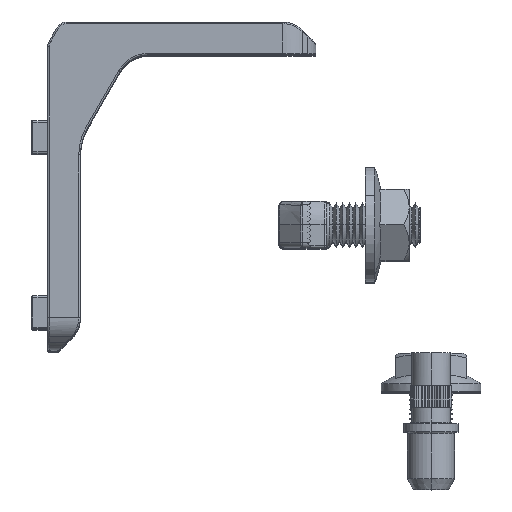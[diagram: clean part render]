
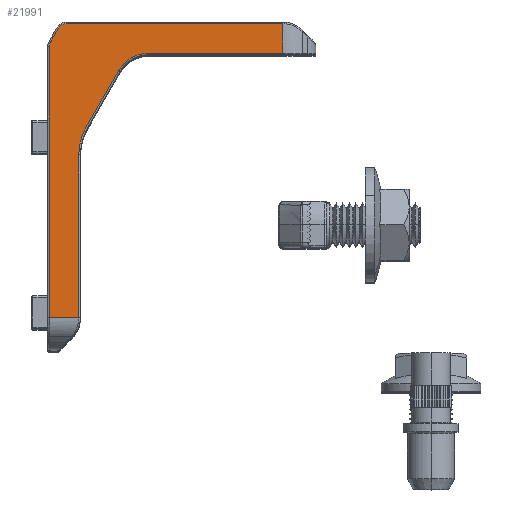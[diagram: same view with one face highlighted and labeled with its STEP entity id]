
A CAD part, top view. The second image highlights one B-rep face of the part: STEP entity #21991.
In plain terms, the highlighted planar face has unit normal (0, 0, 1).
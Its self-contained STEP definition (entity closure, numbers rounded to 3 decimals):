
#21 = VERTEX_POINT ( 'NONE', #14319 ) ;
#362 = CARTESIAN_POINT ( 'NONE',  ( -0.142, -31.628, 10. ) ) ;
#1177 = AXIS2_PLACEMENT_3D ( 'NONE', #2234, #19631, #4816 ) ;
#1244 = VERTEX_POINT ( 'NONE', #28750 ) ;
#1268 = CARTESIAN_POINT ( 'NONE',  ( 42.929, 0., 10. ) ) ;
#1554 = LINE ( 'NONE', #6840, #21322 ) ;
#1586 = DIRECTION ( 'NONE',  ( -0.5, -0.866, 0. ) ) ;
#1907 = VECTOR ( 'NONE', #6030, 1000. ) ;
#1924 = ORIENTED_EDGE ( 'NONE', *, *, #29712, .T. ) ;
#1936 = VERTEX_POINT ( 'NONE', #4465 ) ;
#2234 = CARTESIAN_POINT ( 'NONE',  ( 49., -60., 10. ) ) ;
#2751 = EDGE_CURVE ( 'NONE', #8246, #1244, #3499, .T. ) ;
#3136 = AXIS2_PLACEMENT_3D ( 'NONE', #20800, #5954, #23291 ) ;
#3499 = LINE ( 'NONE', #7844, #29031 ) ;
#4465 = CARTESIAN_POINT ( 'NONE',  ( 5.7, -53.929, 10. ) ) ;
#4778 = VERTEX_POINT ( 'NONE', #19922 ) ;
#4816 = DIRECTION ( 'NONE',  ( -1., 0., 0. ) ) ;
#4850 = ORIENTED_EDGE ( 'NONE', *, *, #21442, .T. ) ;
#4921 = DIRECTION ( 'NONE',  ( 0., 0., -1. ) ) ;
#5123 = EDGE_CURVE ( 'NONE', #32084, #11247, #13404, .T. ) ;
#5954 = DIRECTION ( 'NONE',  ( 0., 0., 1. ) ) ;
#6030 = DIRECTION ( 'NONE',  ( 0., 1., 0. ) ) ;
#6087 = CARTESIAN_POINT ( 'NONE',  ( 18.464, -5.7, 10. ) ) ;
#6609 = FACE_OUTER_BOUND ( 'NONE', #20055, .T. ) ;
#6840 = CARTESIAN_POINT ( 'NONE',  ( 5.7, -60., 10. ) ) ;
#6859 = VERTEX_POINT ( 'NONE', #23631 ) ;
#7065 = ORIENTED_EDGE ( 'NONE', *, *, #11865, .T. ) ;
#7844 = CARTESIAN_POINT ( 'NONE',  ( 49., -5.7, 10. ) ) ;
#7980 = LINE ( 'NONE', #362, #13030 ) ;
#8246 = VERTEX_POINT ( 'NONE', #6087 ) ;
#9320 = DIRECTION ( 'NONE',  ( 0., 1., 0. ) ) ;
#9902 = LINE ( 'NONE', #10774, #10676 ) ;
#10265 = LINE ( 'NONE', #23894, #22701 ) ;
#10538 = ORIENTED_EDGE ( 'NONE', *, *, #29350, .T. ) ;
#10676 = VECTOR ( 'NONE', #20643, 1000. ) ;
#10774 = CARTESIAN_POINT ( 'NONE',  ( 0.3, -60., 10. ) ) ;
#10944 = DIRECTION ( 'NONE',  ( 0., 0., 1. ) ) ;
#11173 = CARTESIAN_POINT ( 'NONE',  ( 13.008, -8.85, 10. ) ) ;
#11247 = VERTEX_POINT ( 'NONE', #17985 ) ;
#11692 = LINE ( 'NONE', #14611, #30657 ) ;
#11865 = EDGE_CURVE ( 'NONE', #13487, #4778, #9902, .T. ) ;
#12001 = CIRCLE ( 'NONE', #30378, 1.7 ) ;
#12119 = EDGE_CURVE ( 'NONE', #21, #6859, #10265, .T. ) ;
#12322 = DIRECTION ( 'NONE',  ( 1., 0., 0. ) ) ;
#13030 = VECTOR ( 'NONE', #15192, 1000. ) ;
#13190 = CARTESIAN_POINT ( 'NONE',  ( 16., -24.268, 10. ) ) ;
#13404 = CIRCLE ( 'NONE', #21217, 10.3 ) ;
#13487 = VERTEX_POINT ( 'NONE', #28815 ) ;
#13493 = CARTESIAN_POINT ( 'NONE',  ( 3.464, -0.3, 10. ) ) ;
#14319 = CARTESIAN_POINT ( 'NONE',  ( 1.992, -1.15, 10. ) ) ;
#14611 = CARTESIAN_POINT ( 'NONE',  ( 6., -53.929, 10. ) ) ;
#15093 = LINE ( 'NONE', #1268, #1907 ) ;
#15178 = ORIENTED_EDGE ( 'NONE', *, *, #26606, .T. ) ;
#15192 = DIRECTION ( 'NONE',  ( 0.5, 0.866, 0. ) ) ;
#15690 = DIRECTION ( 'NONE',  ( -1., 0., 0. ) ) ;
#16519 = VERTEX_POINT ( 'NONE', #26860 ) ;
#17168 = PLANE ( 'NONE',  #1177 ) ;
#17242 = CIRCLE ( 'NONE', #3136, 1.7 ) ;
#17326 = EDGE_CURVE ( 'NONE', #1244, #16519, #15093, .T. ) ;
#17985 = CARTESIAN_POINT ( 'NONE',  ( 7.08, -19.118, 10. ) ) ;
#18858 = CARTESIAN_POINT ( 'NONE',  ( 5.7, -24.268, 10. ) ) ;
#18972 = ORIENTED_EDGE ( 'NONE', *, *, #17326, .T. ) ;
#19631 = DIRECTION ( 'NONE',  ( 0., 0., -1. ) ) ;
#19739 = CARTESIAN_POINT ( 'NONE',  ( 18.464, -12., 10. ) ) ;
#19922 = CARTESIAN_POINT ( 'NONE',  ( 0.3, -53.929, 10. ) ) ;
#20055 = EDGE_LOOP ( 'NONE', ( #21786, #24673, #18972, #20401, #1924, #31121, #24789, #7065, #4850, #10538, #30508, #15178 ) ) ;
#20401 = ORIENTED_EDGE ( 'NONE', *, *, #21803, .T. ) ;
#20643 = DIRECTION ( 'NONE',  ( 0., -1., 0. ) ) ;
#20800 = CARTESIAN_POINT ( 'NONE',  ( 2., -4.536, 10. ) ) ;
#21217 = AXIS2_PLACEMENT_3D ( 'NONE', #13190, #30475, #15690 ) ;
#21322 = VECTOR ( 'NONE', #9320, 1000. ) ;
#21373 = DIRECTION ( 'NONE',  ( -1., 0., 0. ) ) ;
#21442 = EDGE_CURVE ( 'NONE', #4778, #1936, #11692, .T. ) ;
#21786 = ORIENTED_EDGE ( 'NONE', *, *, #22030, .T. ) ;
#21803 = EDGE_CURVE ( 'NONE', #16519, #23120, #23701, .T. ) ;
#21991 = ADVANCED_FACE ( 'NONE', ( #6609 ), #17168, .F. ) ;
#22030 = EDGE_CURVE ( 'NONE', #27728, #8246, #30629, .T. ) ;
#22160 = VECTOR ( 'NONE', #21373, 1000. ) ;
#22263 = DIRECTION ( 'NONE',  ( -1., 0., 0. ) ) ;
#22701 = VECTOR ( 'NONE', #1586, 1000. ) ;
#23120 = VERTEX_POINT ( 'NONE', #13493 ) ;
#23291 = DIRECTION ( 'NONE',  ( -1., 0., 0. ) ) ;
#23631 = CARTESIAN_POINT ( 'NONE',  ( 0.528, -3.686, 10. ) ) ;
#23701 = LINE ( 'NONE', #28706, #22160 ) ;
#23894 = CARTESIAN_POINT ( 'NONE',  ( 0.528, -3.686, 10. ) ) ;
#24673 = ORIENTED_EDGE ( 'NONE', *, *, #2751, .T. ) ;
#24789 = ORIENTED_EDGE ( 'NONE', *, *, #26678, .T. ) ;
#25778 = CARTESIAN_POINT ( 'NONE',  ( 3.464, -2., 10. ) ) ;
#26606 = EDGE_CURVE ( 'NONE', #11247, #27728, #7980, .T. ) ;
#26678 = EDGE_CURVE ( 'NONE', #6859, #13487, #17242, .T. ) ;
#26860 = CARTESIAN_POINT ( 'NONE',  ( 42.929, -0.3, 10. ) ) ;
#27728 = VERTEX_POINT ( 'NONE', #11173 ) ;
#28251 = DIRECTION ( 'NONE',  ( -1., 0., 0. ) ) ;
#28706 = CARTESIAN_POINT ( 'NONE',  ( 49., -0.3, 10. ) ) ;
#28750 = CARTESIAN_POINT ( 'NONE',  ( 42.929, -5.7, 10. ) ) ;
#28815 = CARTESIAN_POINT ( 'NONE',  ( 0.3, -4.536, 10. ) ) ;
#29031 = VECTOR ( 'NONE', #30125, 1000. ) ;
#29350 = EDGE_CURVE ( 'NONE', #1936, #32084, #1554, .T. ) ;
#29712 = EDGE_CURVE ( 'NONE', #23120, #21, #12001, .T. ) ;
#30125 = DIRECTION ( 'NONE',  ( 1., 0., 0. ) ) ;
#30378 = AXIS2_PLACEMENT_3D ( 'NONE', #25778, #10944, #28251 ) ;
#30475 = DIRECTION ( 'NONE',  ( 0., 0., -1. ) ) ;
#30508 = ORIENTED_EDGE ( 'NONE', *, *, #5123, .T. ) ;
#30629 = CIRCLE ( 'NONE', #31664, 6.3 ) ;
#30657 = VECTOR ( 'NONE', #12322, 1000. ) ;
#31121 = ORIENTED_EDGE ( 'NONE', *, *, #12119, .T. ) ;
#31664 = AXIS2_PLACEMENT_3D ( 'NONE', #19739, #4921, #22263 ) ;
#32084 = VERTEX_POINT ( 'NONE', #18858 ) ;
